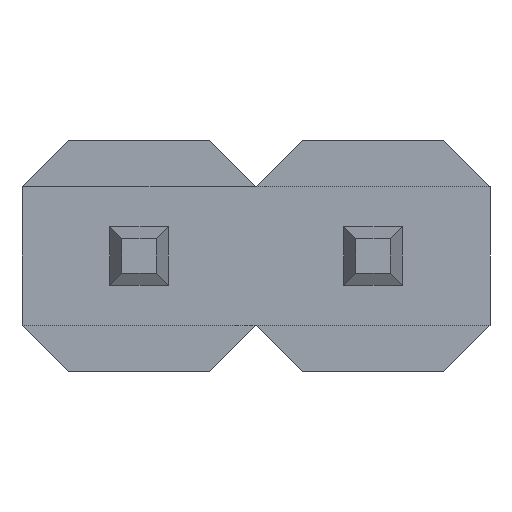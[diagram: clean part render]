
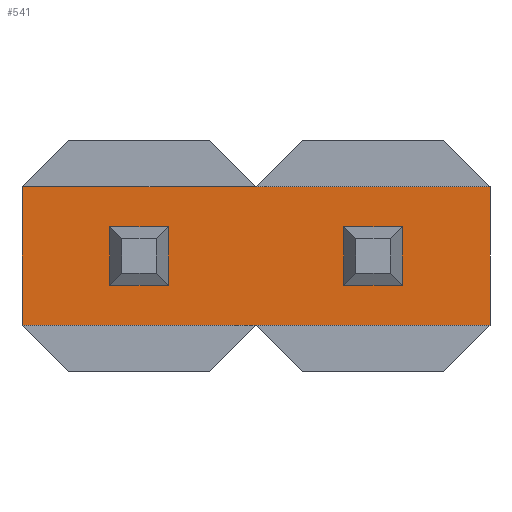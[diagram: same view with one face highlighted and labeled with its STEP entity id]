
A CAD part, front view. The second image highlights one B-rep face of the part: STEP entity #541.
In plain terms, the highlighted planar face has unit normal (0, -1, 0).
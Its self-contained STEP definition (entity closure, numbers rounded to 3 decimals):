
#14 = CARTESIAN_POINT ( 'NONE',  ( 2.54, 0.6, -0.749 ) ) ;
#15 = VERTEX_POINT ( 'NONE', #525 ) ;
#17 = CARTESIAN_POINT ( 'NONE',  ( 1.59, 0.6, 0.32 ) ) ;
#26 = DIRECTION ( 'NONE',  ( 1., 0., 0. ) ) ;
#59 = CARTESIAN_POINT ( 'NONE',  ( 2.54, 0.6, -0.749 ) ) ;
#90 = ORIENTED_EDGE ( 'NONE', *, *, #1107, .F. ) ;
#91 = EDGE_CURVE ( 'NONE', #102, #527, #1245, .T. ) ;
#101 = DIRECTION ( 'NONE',  ( -1., 0., 0. ) ) ;
#102 = VERTEX_POINT ( 'NONE', #1375 ) ;
#112 = CARTESIAN_POINT ( 'NONE',  ( 2.54, 0.6, -0.749 ) ) ;
#148 = CARTESIAN_POINT ( 'NONE',  ( 2.54, 0.6, -0.749 ) ) ;
#155 = VECTOR ( 'NONE', #1021, 1000. ) ;
#159 = VERTEX_POINT ( 'NONE', #409 ) ;
#162 = VECTOR ( 'NONE', #589, 1000. ) ;
#165 = VECTOR ( 'NONE', #575, 1000. ) ;
#168 = LINE ( 'NONE', #1396, #1270 ) ;
#178 = LINE ( 'NONE', #466, #1262 ) ;
#182 = EDGE_CURVE ( 'NONE', #1195, #294, #1358, .T. ) ;
#235 = EDGE_CURVE ( 'NONE', #1327, #159, #1156, .T. ) ;
#247 = DIRECTION ( 'NONE',  ( 0., 1., 0. ) ) ;
#272 = CARTESIAN_POINT ( 'NONE',  ( -1.59, 0.6, -0.32 ) ) ;
#281 = CARTESIAN_POINT ( 'NONE',  ( 0.95, 0.6, -0.32 ) ) ;
#294 = VERTEX_POINT ( 'NONE', #1473 ) ;
#319 = ORIENTED_EDGE ( 'NONE', *, *, #1034, .F. ) ;
#354 = LINE ( 'NONE', #1758, #1540 ) ;
#409 = CARTESIAN_POINT ( 'NONE',  ( -1.59, 0.6, 0.32 ) ) ;
#417 = CARTESIAN_POINT ( 'NONE',  ( -0.95, 0.6, -0.32 ) ) ;
#438 = EDGE_CURVE ( 'NONE', #159, #1097, #178, .T. ) ;
#443 = VECTOR ( 'NONE', #1065, 1000. ) ;
#454 = VECTOR ( 'NONE', #465, 1000. ) ;
#465 = DIRECTION ( 'NONE',  ( -1., 0., 0. ) ) ;
#466 = CARTESIAN_POINT ( 'NONE',  ( -1.59, 0.6, 0.32 ) ) ;
#477 = CARTESIAN_POINT ( 'NONE',  ( 0.95, 0.6, 0.32 ) ) ;
#512 = CARTESIAN_POINT ( 'NONE',  ( 1.59, 0.6, -0.32 ) ) ;
#525 = CARTESIAN_POINT ( 'NONE',  ( 2.54, 0.6, 0.749 ) ) ;
#527 = VERTEX_POINT ( 'NONE', #1510 ) ;
#541 = ADVANCED_FACE ( 'NONE', ( #1340, #1719, #964 ), #919, .F. ) ;
#552 = LINE ( 'NONE', #900, #878 ) ;
#554 = EDGE_CURVE ( 'NONE', #15, #102, #168, .T. ) ;
#575 = DIRECTION ( 'NONE',  ( 1., 0., 0. ) ) ;
#589 = DIRECTION ( 'NONE',  ( -1., 0., 0. ) ) ;
#642 = VERTEX_POINT ( 'NONE', #281 ) ;
#655 = LINE ( 'NONE', #417, #165 ) ;
#659 = ORIENTED_EDGE ( 'NONE', *, *, #182, .F. ) ;
#693 = CARTESIAN_POINT ( 'NONE',  ( -0.95, 0.6, 0.32 ) ) ;
#757 = DIRECTION ( 'NONE',  ( -1., 0., 0. ) ) ;
#762 = ORIENTED_EDGE ( 'NONE', *, *, #438, .F. ) ;
#807 = EDGE_LOOP ( 'NONE', ( #1183, #1804, #1389, #946 ) ) ;
#808 = ORIENTED_EDGE ( 'NONE', *, *, #1576, .F. ) ;
#811 = AXIS2_PLACEMENT_3D ( 'NONE', #59, #247, #1379 ) ;
#826 = EDGE_CURVE ( 'NONE', #1097, #944, #655, .T. ) ;
#878 = VECTOR ( 'NONE', #26, 1000. ) ;
#900 = CARTESIAN_POINT ( 'NONE',  ( 1.59, 0.6, -0.32 ) ) ;
#913 = VECTOR ( 'NONE', #1805, 1000. ) ;
#919 = PLANE ( 'NONE',  #811 ) ;
#935 = CARTESIAN_POINT ( 'NONE',  ( 0.95, 0.6, 0.32 ) ) ;
#941 = LINE ( 'NONE', #17, #1819 ) ;
#944 = VERTEX_POINT ( 'NONE', #1732 ) ;
#946 = ORIENTED_EDGE ( 'NONE', *, *, #554, .T. ) ;
#964 = FACE_BOUND ( 'NONE', #1353, .T. ) ;
#1021 = DIRECTION ( 'NONE',  ( 0., 0., -1. ) ) ;
#1034 = EDGE_CURVE ( 'NONE', #294, #1047, #941, .T. ) ;
#1047 = VERTEX_POINT ( 'NONE', #477 ) ;
#1065 = DIRECTION ( 'NONE',  ( 0., 0., -1. ) ) ;
#1097 = VERTEX_POINT ( 'NONE', #272 ) ;
#1101 = VECTOR ( 'NONE', #1287, 1000. ) ;
#1107 = EDGE_CURVE ( 'NONE', #1047, #642, #1671, .T. ) ;
#1156 = LINE ( 'NONE', #1431, #162 ) ;
#1179 = EDGE_CURVE ( 'NONE', #944, #1327, #354, .T. ) ;
#1183 = ORIENTED_EDGE ( 'NONE', *, *, #91, .T. ) ;
#1191 = DIRECTION ( 'NONE',  ( 0., 0., -1. ) ) ;
#1195 = VERTEX_POINT ( 'NONE', #512 ) ;
#1235 = VERTEX_POINT ( 'NONE', #112 ) ;
#1245 = LINE ( 'NONE', #1356, #443 ) ;
#1262 = VECTOR ( 'NONE', #1191, 1000. ) ;
#1270 = VECTOR ( 'NONE', #101, 1000. ) ;
#1287 = DIRECTION ( 'NONE',  ( 0., 0., 1. ) ) ;
#1327 = VERTEX_POINT ( 'NONE', #693 ) ;
#1340 = FACE_OUTER_BOUND ( 'NONE', #807, .T. ) ;
#1353 = EDGE_LOOP ( 'NONE', ( #1826, #762, #1525, #1750 ) ) ;
#1356 = CARTESIAN_POINT ( 'NONE',  ( -2.54, 0.6, -0.749 ) ) ;
#1358 = LINE ( 'NONE', #1718, #1101 ) ;
#1371 = DIRECTION ( 'NONE',  ( 0., 0., 1. ) ) ;
#1375 = CARTESIAN_POINT ( 'NONE',  ( -2.54, 0.6, 0.749 ) ) ;
#1379 = DIRECTION ( 'NONE',  ( 0., 0., 1. ) ) ;
#1389 = ORIENTED_EDGE ( 'NONE', *, *, #1480, .F. ) ;
#1396 = CARTESIAN_POINT ( 'NONE',  ( 2.54, 0.6, 0.749 ) ) ;
#1431 = CARTESIAN_POINT ( 'NONE',  ( -0.95, 0.6, 0.32 ) ) ;
#1473 = CARTESIAN_POINT ( 'NONE',  ( 1.59, 0.6, 0.32 ) ) ;
#1480 = EDGE_CURVE ( 'NONE', #15, #1235, #1484, .T. ) ;
#1484 = LINE ( 'NONE', #148, #155 ) ;
#1510 = CARTESIAN_POINT ( 'NONE',  ( -2.54, 0.6, -0.749 ) ) ;
#1525 = ORIENTED_EDGE ( 'NONE', *, *, #235, .F. ) ;
#1540 = VECTOR ( 'NONE', #1371, 1000. ) ;
#1552 = LINE ( 'NONE', #14, #454 ) ;
#1563 = EDGE_CURVE ( 'NONE', #1235, #527, #1552, .T. ) ;
#1576 = EDGE_CURVE ( 'NONE', #642, #1195, #552, .T. ) ;
#1671 = LINE ( 'NONE', #935, #913 ) ;
#1676 = EDGE_LOOP ( 'NONE', ( #808, #90, #319, #659 ) ) ;
#1718 = CARTESIAN_POINT ( 'NONE',  ( 1.59, 0.6, 0.32 ) ) ;
#1719 = FACE_BOUND ( 'NONE', #1676, .T. ) ;
#1732 = CARTESIAN_POINT ( 'NONE',  ( -0.95, 0.6, -0.32 ) ) ;
#1750 = ORIENTED_EDGE ( 'NONE', *, *, #1179, .F. ) ;
#1758 = CARTESIAN_POINT ( 'NONE',  ( -0.95, 0.6, 0.32 ) ) ;
#1804 = ORIENTED_EDGE ( 'NONE', *, *, #1563, .F. ) ;
#1805 = DIRECTION ( 'NONE',  ( 0., 0., -1. ) ) ;
#1819 = VECTOR ( 'NONE', #757, 1000. ) ;
#1826 = ORIENTED_EDGE ( 'NONE', *, *, #826, .F. ) ;
